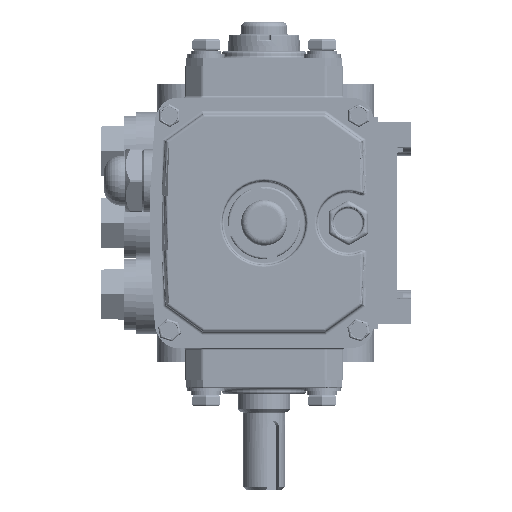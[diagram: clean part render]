
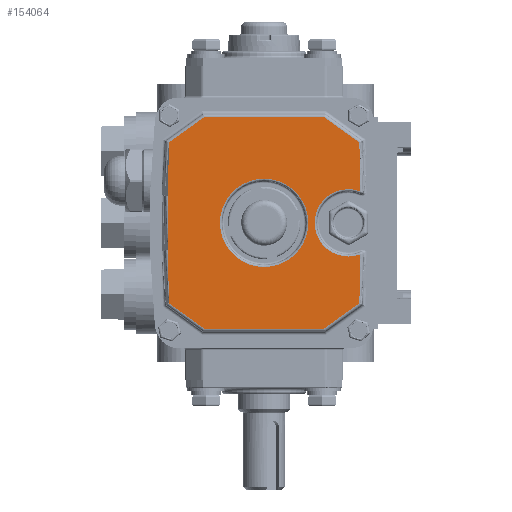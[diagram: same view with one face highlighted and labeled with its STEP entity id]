
A CAD part, left-side view. The second image highlights one B-rep face of the part: STEP entity #154064.
In plain terms, the highlighted planar face has unit normal (-1, 0, 0).
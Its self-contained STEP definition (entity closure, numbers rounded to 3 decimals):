
#751 = AXIS2_PLACEMENT_3D ( 'NONE', #159474, #352193, #187108 ) ;
#6267 = AXIS2_PLACEMENT_3D ( 'NONE', #338980, #173922, #8604 ) ;
#8604 = DIRECTION ( 'NONE',  ( 0., 0., -1. ) ) ;
#14366 = CARTESIAN_POINT ( 'NONE',  ( -53.5, -45.27, -38.216 ) ) ;
#14508 = DIRECTION ( 'NONE',  ( 0., 0.812, 0.583 ) ) ;
#22249 = CIRCLE ( 'NONE', #262430, 21. ) ;
#25088 = VECTOR ( 'NONE', #88855, 1000. ) ;
#27447 = VERTEX_POINT ( 'NONE', #50228 ) ;
#28439 = CIRCLE ( 'NONE', #751, 21. ) ;
#32720 = CIRCLE ( 'NONE', #262938, 16. ) ;
#34099 = ORIENTED_EDGE ( 'NONE', *, *, #204551, .T. ) ;
#36018 = EDGE_LOOP ( 'NONE', ( #240170, #128613 ) ) ;
#39253 = VECTOR ( 'NONE', #129118, 1000. ) ;
#39895 = CARTESIAN_POINT ( 'NONE',  ( -53.5, -40., -16. ) ) ;
#40598 = EDGE_CURVE ( 'NONE', #253441, #302570, #295700, .T. ) ;
#40775 = EDGE_CURVE ( 'NONE', #303511, #62900, #342911, .T. ) ;
#46309 = DIRECTION ( 'NONE',  ( 1., 0., 0. ) ) ;
#50228 = CARTESIAN_POINT ( 'NONE',  ( -53.5, 28.517, -50.25 ) ) ;
#50395 = CARTESIAN_POINT ( 'NONE',  ( -53.5, 0., 0. ) ) ;
#50396 = CARTESIAN_POINT ( 'NONE',  ( -53.5, -40., 0. ) ) ;
#53391 = DIRECTION ( 'NONE',  ( 0., 0.812, -0.583 ) ) ;
#56586 = CARTESIAN_POINT ( 'NONE',  ( -53.5, 1406.329, 0. ) ) ;
#61962 = CARTESIAN_POINT ( 'NONE',  ( -53.5, 45.27, 38.216 ) ) ;
#62900 = VERTEX_POINT ( 'NONE', #248342 ) ;
#65517 = ORIENTED_EDGE ( 'NONE', *, *, #143202, .T. ) ;
#66378 = CIRCLE ( 'NONE', #152565, 1452.102 ) ;
#66646 = ORIENTED_EDGE ( 'NONE', *, *, #40775, .T. ) ;
#75070 = VERTEX_POINT ( 'NONE', #14366 ) ;
#77368 = ORIENTED_EDGE ( 'NONE', *, *, #236288, .T. ) ;
#78164 = DIRECTION ( 'NONE',  ( 0., 0., -1. ) ) ;
#78166 = DIRECTION ( 'NONE',  ( 0., 0., -1. ) ) ;
#78307 = CARTESIAN_POINT ( 'NONE',  ( -53.5, 1406.329, 0. ) ) ;
#79290 = ORIENTED_EDGE ( 'NONE', *, *, #139958, .T. ) ;
#80377 = VERTEX_POINT ( 'NONE', #352015 ) ;
#84385 = DIRECTION ( 'NONE',  ( 0., 0., -1. ) ) ;
#87772 = FACE_OUTER_BOUND ( 'NONE', #199706, .T. ) ;
#88855 = DIRECTION ( 'NONE',  ( 0., -0.812, -0.583 ) ) ;
#90387 = EDGE_CURVE ( 'NONE', #302570, #131683, #125268, .T. ) ;
#91634 = ORIENTED_EDGE ( 'NONE', *, *, #218407, .T. ) ;
#94722 = CARTESIAN_POINT ( 'NONE',  ( -53.5, -28.517, -50.25 ) ) ;
#96489 = ORIENTED_EDGE ( 'NONE', *, *, #162415, .T. ) ;
#96670 = AXIS2_PLACEMENT_3D ( 'NONE', #78307, #271233, #106028 ) ;
#97268 = CARTESIAN_POINT ( 'NONE',  ( -53.5, 28.517, 50.25 ) ) ;
#98597 = AXIS2_PLACEMENT_3D ( 'NONE', #211550, #46309, #239397 ) ;
#106028 = DIRECTION ( 'NONE',  ( 0., 0., -1. ) ) ;
#111677 = EDGE_CURVE ( 'NONE', #172672, #27447, #309946, .T. ) ;
#120876 = CARTESIAN_POINT ( 'NONE',  ( -53.5, -40., 0. ) ) ;
#125268 = LINE ( 'NONE', #301827, #190064 ) ;
#128613 = ORIENTED_EDGE ( 'NONE', *, *, #135296, .T. ) ;
#129118 = DIRECTION ( 'NONE',  ( 0., -0.812, 0.583 ) ) ;
#131683 = VERTEX_POINT ( 'NONE', #61962 ) ;
#132969 = CARTESIAN_POINT ( 'NONE',  ( -53.5, -40., 16. ) ) ;
#133230 = DIRECTION ( 'NONE',  ( 0., -1., 0. ) ) ;
#135296 = EDGE_CURVE ( 'NONE', #181215, #80377, #22249, .T. ) ;
#139958 = EDGE_CURVE ( 'NONE', #219520, #231158, #32720, .T. ) ;
#143202 = EDGE_CURVE ( 'NONE', #131683, #172672, #66378, .T. ) ;
#143840 = FACE_BOUND ( 'NONE', #36018, .T. ) ;
#144760 = CARTESIAN_POINT ( 'NONE',  ( -53.5, -1406.329, 0. ) ) ;
#145100 = CARTESIAN_POINT ( 'NONE',  ( -53.5, 0., 21. ) ) ;
#145301 = DIRECTION ( 'NONE',  ( 0., 1., 0. ) ) ;
#148656 = DIRECTION ( 'NONE',  ( 0., 0., -1. ) ) ;
#148997 = VECTOR ( 'NONE', #145301, 1000. ) ;
#152197 = ORIENTED_EDGE ( 'NONE', *, *, #217927, .T. ) ;
#152565 = AXIS2_PLACEMENT_3D ( 'NONE', #144760, #337545, #172436 ) ;
#154064 = ADVANCED_FACE ( 'NONE', ( #143840, #87772 ), #228264, .F. ) ;
#159474 = CARTESIAN_POINT ( 'NONE',  ( -53.5, 0., 0. ) ) ;
#162415 = EDGE_CURVE ( 'NONE', #231158, #303511, #249452, .T. ) ;
#163188 = AXIS2_PLACEMENT_3D ( 'NONE', #56586, #249626, #84385 ) ;
#172436 = DIRECTION ( 'NONE',  ( 0., 0., -1. ) ) ;
#172672 = VERTEX_POINT ( 'NONE', #333544 ) ;
#173922 = DIRECTION ( 'NONE',  ( 1., 0., 0. ) ) ;
#180552 = CIRCLE ( 'NONE', #96670, 1452.102 ) ;
#181215 = VERTEX_POINT ( 'NONE', #145100 ) ;
#184831 = LINE ( 'NONE', #317309, #322941 ) ;
#187108 = DIRECTION ( 'NONE',  ( 0., 0., -1. ) ) ;
#190064 = VECTOR ( 'NONE', #53391, 1000. ) ;
#192024 = VERTEX_POINT ( 'NONE', #258801 ) ;
#192197 = VERTEX_POINT ( 'NONE', #94722 ) ;
#194418 = ORIENTED_EDGE ( 'NONE', *, *, #203914, .T. ) ;
#198514 = CARTESIAN_POINT ( 'NONE',  ( -53.5, -894.161, -713.019 ) ) ;
#199706 = EDGE_LOOP ( 'NONE', ( #91634, #79290, #96489, #66646, #77368, #34099, #327658, #230517, #65517, #286363, #194418, #152197 ) ) ;
#203914 = EDGE_CURVE ( 'NONE', #27447, #192197, #353268, .T. ) ;
#204551 = EDGE_CURVE ( 'NONE', #192024, #253441, #184831, .T. ) ;
#211550 = CARTESIAN_POINT ( 'NONE',  ( -53.5, -40., 0. ) ) ;
#217927 = EDGE_CURVE ( 'NONE', #192197, #75070, #306926, .T. ) ;
#218407 = EDGE_CURVE ( 'NONE', #75070, #219520, #328366, .T. ) ;
#219520 = VERTEX_POINT ( 'NONE', #267681 ) ;
#228264 = PLANE ( 'NONE',  #6267 ) ;
#228550 = CARTESIAN_POINT ( 'NONE',  ( -53.5, -1406.329, 50.25 ) ) ;
#230517 = ORIENTED_EDGE ( 'NONE', *, *, #90387, .T. ) ;
#231158 = VERTEX_POINT ( 'NONE', #39895 ) ;
#236288 = EDGE_CURVE ( 'NONE', #62900, #192024, #180552, .T. ) ;
#239397 = DIRECTION ( 'NONE',  ( 0., 0., -1. ) ) ;
#240170 = ORIENTED_EDGE ( 'NONE', *, *, #264694, .T. ) ;
#243464 = DIRECTION ( 'NONE',  ( 1., 0., 0. ) ) ;
#243465 = DIRECTION ( 'NONE',  ( 1., 0., 0. ) ) ;
#248342 = CARTESIAN_POINT ( 'NONE',  ( -53.5, -45.696, 14.952 ) ) ;
#249452 = CIRCLE ( 'NONE', #292536, 16. ) ;
#249626 = DIRECTION ( 'NONE',  ( -1., 0., 0. ) ) ;
#253441 = VERTEX_POINT ( 'NONE', #345924 ) ;
#258801 = CARTESIAN_POINT ( 'NONE',  ( -53.5, -45.27, 38.216 ) ) ;
#262430 = AXIS2_PLACEMENT_3D ( 'NONE', #50395, #243464, #78164 ) ;
#262938 = AXIS2_PLACEMENT_3D ( 'NONE', #120876, #313815, #148656 ) ;
#264694 = EDGE_CURVE ( 'NONE', #80377, #181215, #28439, .T. ) ;
#267681 = CARTESIAN_POINT ( 'NONE',  ( -53.5, -45.696, -14.952 ) ) ;
#271233 = DIRECTION ( 'NONE',  ( -1., 0., 0. ) ) ;
#286363 = ORIENTED_EDGE ( 'NONE', *, *, #111677, .T. ) ;
#292536 = AXIS2_PLACEMENT_3D ( 'NONE', #50396, #243465, #78166 ) ;
#294275 = CARTESIAN_POINT ( 'NONE',  ( -53.5, -961.192, 619.7 ) ) ;
#295700 = LINE ( 'NONE', #228550, #148997 ) ;
#298468 = CARTESIAN_POINT ( 'NONE',  ( -53.5, -1406.329, -50.25 ) ) ;
#301827 = CARTESIAN_POINT ( 'NONE',  ( -53.5, -894.161, 713.019 ) ) ;
#302570 = VERTEX_POINT ( 'NONE', #97268 ) ;
#303511 = VERTEX_POINT ( 'NONE', #132969 ) ;
#306926 = LINE ( 'NONE', #294275, #39253 ) ;
#309946 = LINE ( 'NONE', #198514, #25088 ) ;
#313815 = DIRECTION ( 'NONE',  ( 1., 0., 0. ) ) ;
#317309 = CARTESIAN_POINT ( 'NONE',  ( -53.5, -961.192, -619.7 ) ) ;
#322941 = VECTOR ( 'NONE', #14508, 1000. ) ;
#327658 = ORIENTED_EDGE ( 'NONE', *, *, #40598, .T. ) ;
#328366 = CIRCLE ( 'NONE', #163188, 1452.102 ) ;
#333544 = CARTESIAN_POINT ( 'NONE',  ( -53.5, 45.27, -38.216 ) ) ;
#335970 = VECTOR ( 'NONE', #133230, 1000. ) ;
#337545 = DIRECTION ( 'NONE',  ( -1., 0., 0. ) ) ;
#338980 = CARTESIAN_POINT ( 'NONE',  ( -53.5, -1406.329, 0. ) ) ;
#342911 = CIRCLE ( 'NONE', #98597, 16. ) ;
#345924 = CARTESIAN_POINT ( 'NONE',  ( -53.5, -28.517, 50.25 ) ) ;
#352015 = CARTESIAN_POINT ( 'NONE',  ( -53.5, 0., -21. ) ) ;
#352193 = DIRECTION ( 'NONE',  ( 1., 0., 0. ) ) ;
#353268 = LINE ( 'NONE', #298468, #335970 ) ;
